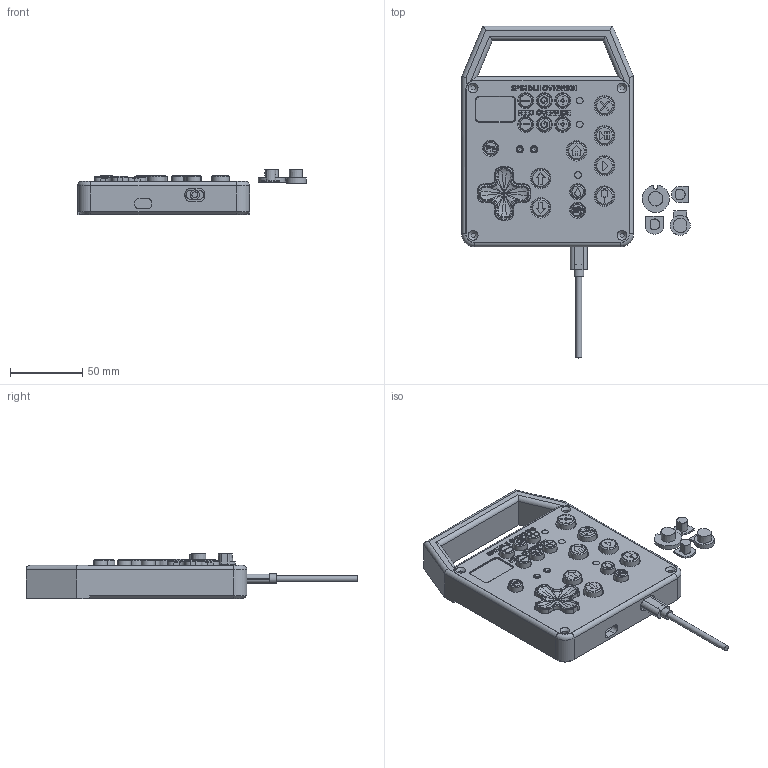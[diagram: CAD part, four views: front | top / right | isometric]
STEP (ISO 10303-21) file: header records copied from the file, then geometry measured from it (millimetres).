
FILE_DESCRIPTION(/* description */ (''),/* implementation_level */ '2;1');
FILE_NAME(/* name */ 'Jog2k Deluxe with FDM Buttons.step',/* time_stamp */ '2022-08-03T16:49:32-07:00',/* author */ (''),/* organization */ (''),/* preprocessor_version */ 'ST-DEVELOPER v19',/* originating_system */ 'Autodesk Translation Framework v11.7.0.108',/* authorisation */ '');
FILE_SCHEMA (('AUTOMOTIVE_DESIGN { 1 0 10303 214 3 1 1 }'));
Products named in the file (37): Jog2k Deluxe Edition; Start Button Cover; D-Pad Lower; Home Button Cover; Flood Button Cover; Start Button Lightpipe; D-Pad Upper; Top Cover; USB C -C0046; Mist Button Core; Halt Button Lightpipe; Mist Button Cover; Hold Button Lightpipe; Fn Button Core; Spindle Button Cover; Flood Button Core; Bottom Enclosure; Hold Button Cover; Window; Fn Button Cover; Home Button Lightpipe; Halt Button Cover; Minus Button Cover; Reset Button Cover; Plus Button Core; Plus Button Cover; Lightpipe; Minus Button Core; Raise Button Cover; Reset Button Core; 4mm Button Short; Spindle Button Lightpipe; Spindle Button Lightpipe (1); Minus Button Core (1); Mist Button Core (1); Raise Button Lightpipe; Raise Button Lightpipe (1)
Assembly tree (49 placements, depth 2):
  Jog2k Deluxe Edition
    Lightpipe  x3
    Start Button Cover
    Reset Button Core  x2
    D-Pad Lower
    Home Button Cover
    Flood Button Cover
    Raise Button Lightpipe  x3
    Start Button Lightpipe
    D-Pad Upper
    Plus Button Core  x2
    Top Cover
    Minus Button Cover  x2
    USB C -C0046
    Mist Button Core
    Halt Button Lightpipe
    Mist Button Cover
    Hold Button Lightpipe
    Reset Button Cover  x2
    Minus Button Core  x2
    Plus Button Cover  x2
    Fn Button Core
    Spindle Button Cover
    4mm Button Short  x2
    Flood Button Core
    Bottom Enclosure
    Hold Button Cover
    Window
    Fn Button Cover
    Raise Button Cover  x2
    Home Button Lightpipe
    Halt Button Cover
    Spindle Button Lightpipe  x2
    Spindle Button Lightpipe (1)
    Minus Button Core (1)
    Mist Button Core (1)
    Raise Button Lightpipe (1)
Bounding box: 158.31 x 230.03 x 31.26 mm (x, y, z)
Volume: 205647.2 mm3; surface area: 125517 mm2
Topology: 49 solids, 57 shells, 2327 faces, 5961 edges, 3853 vertices
Faces by surface type: plane 1360, cylinder 365, cone 343, bspline 255, sphere 2, torus 2
Full cylindrical faces by diameter (mm): 0.5 x2, 2.3 x7, 3.2 x4, 3.5 x2, 4 x3, 4.56 x3, 4.6 x7, 6 x3, 6.63 x1, 7 x2, 8 x2, 9.5 x9, 10 x9, 12.5 x7, 13.1 x7, 13.75 x4, 14.2 x2, 20 x5
Entity records: 69140 total; most frequent: CARTESIAN_POINT 19046, ORIENTED_EDGE 10424, DIRECTION 9492, EDGE_CURVE 5212, VERTEX_POINT 3385, LINE 3362, VECTOR 3362, AXIS2_PLACEMENT_3D 3065
